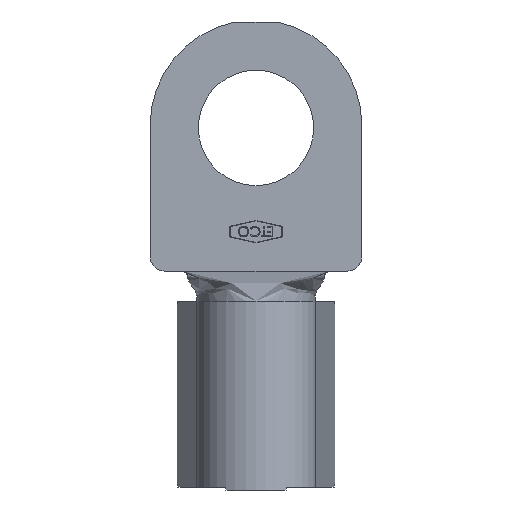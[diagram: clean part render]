
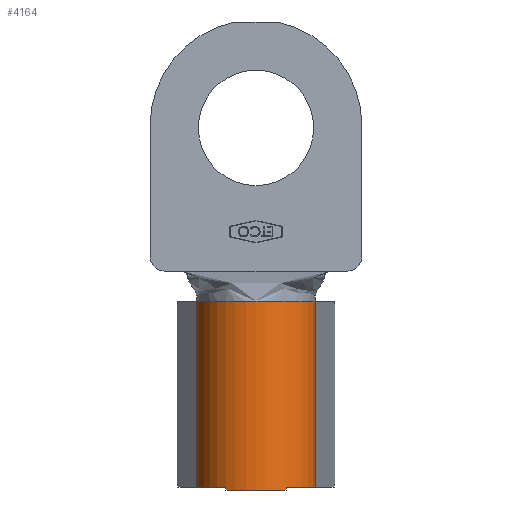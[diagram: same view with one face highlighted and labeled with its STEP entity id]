
A CAD part, front view. The second image highlights one B-rep face of the part: STEP entity #4164.
In plain terms, the highlighted cylindrical face has radius 5.334 mm (diameter 10.668 mm), a partial arc.
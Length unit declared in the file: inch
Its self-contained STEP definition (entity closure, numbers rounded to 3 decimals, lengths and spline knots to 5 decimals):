
#24 = CARTESIAN_POINT ( 'NONE',  ( -0.105, -0.18187, 0. ) ) ;
#97 = EDGE_CURVE ( 'NONE', #3230, #2732, #5940, .T. ) ;
#115 = CARTESIAN_POINT ( 'NONE',  ( -0.20686, -0.03617, 0.65 ) ) ;
#138 = CARTESIAN_POINT ( 'NONE',  ( -0.20686, -0.03617, 0. ) ) ;
#166 = ORIENTED_EDGE ( 'NONE', *, *, #542, .F. ) ;
#168 = ORIENTED_EDGE ( 'NONE', *, *, #326, .F. ) ;
#319 = CARTESIAN_POINT ( 'NONE',  ( -0.105, -0.18187, -0.01 ) ) ;
#326 = EDGE_CURVE ( 'NONE', #2267, #2672, #6025, .T. ) ;
#471 = DIRECTION ( 'NONE',  ( 0., 0., 1. ) ) ;
#535 = DIRECTION ( 'NONE',  ( 0., 0., 1. ) ) ;
#539 = CARTESIAN_POINT ( 'NONE',  ( 0.105, -0.18187, -0.01 ) ) ;
#542 = EDGE_CURVE ( 'NONE', #4976, #2267, #5772, .T. ) ;
#555 = CARTESIAN_POINT ( 'NONE',  ( 0.20686, -0.03617, 0. ) ) ;
#661 = ORIENTED_EDGE ( 'NONE', *, *, #97, .F. ) ;
#852 = AXIS2_PLACEMENT_3D ( 'NONE', #3798, #535, #4305 ) ;
#901 = EDGE_CURVE ( 'NONE', #3230, #6182, #2368, .T. ) ;
#946 = EDGE_LOOP ( 'NONE', ( #6784, #168, #166, #4623, #1568, #5963, #661, #2819 ) ) ;
#1005 = CARTESIAN_POINT ( 'NONE',  ( 0., 0., -0.01 ) ) ;
#1405 = AXIS2_PLACEMENT_3D ( 'NONE', #5487, #2467, #1849 ) ;
#1568 = ORIENTED_EDGE ( 'NONE', *, *, #5950, .T. ) ;
#1818 = CARTESIAN_POINT ( 'NONE',  ( 0.105, -0.18187, -0.01 ) ) ;
#1849 = DIRECTION ( 'NONE',  ( -1., 0., 0. ) ) ;
#1948 = DIRECTION ( 'NONE',  ( 0., 0., 1. ) ) ;
#2267 = VERTEX_POINT ( 'NONE', #4002 ) ;
#2368 = LINE ( 'NONE', #115, #3559 ) ;
#2383 = EDGE_CURVE ( 'NONE', #4976, #5265, #2435, .T. ) ;
#2435 = LINE ( 'NONE', #1818, #5121 ) ;
#2467 = DIRECTION ( 'NONE',  ( 0., 0., -1. ) ) ;
#2541 = CARTESIAN_POINT ( 'NONE',  ( -0.20686, -0.03617, 0.65 ) ) ;
#2672 = VERTEX_POINT ( 'NONE', #24 ) ;
#2716 = DIRECTION ( 'NONE',  ( 0., 0., 1. ) ) ;
#2732 = VERTEX_POINT ( 'NONE', #6171 ) ;
#2819 = ORIENTED_EDGE ( 'NONE', *, *, #901, .T. ) ;
#2944 = DIRECTION ( 'NONE',  ( 0., 0., -1. ) ) ;
#3230 = VERTEX_POINT ( 'NONE', #2541 ) ;
#3319 = AXIS2_PLACEMENT_3D ( 'NONE', #4325, #4423, #4479 ) ;
#3348 = VECTOR ( 'NONE', #471, 39.37008 ) ;
#3559 = VECTOR ( 'NONE', #5939, 39.37008 ) ;
#3571 = CARTESIAN_POINT ( 'NONE',  ( 0.105, -0.18187, 0. ) ) ;
#3662 = VECTOR ( 'NONE', #2944, 39.37008 ) ;
#3762 = AXIS2_PLACEMENT_3D ( 'NONE', #5720, #2716, #6246 ) ;
#3798 = CARTESIAN_POINT ( 'NONE',  ( 0., 0., 0. ) ) ;
#3856 = AXIS2_PLACEMENT_3D ( 'NONE', #1005, #4713, #4719 ) ;
#3906 = CYLINDRICAL_SURFACE ( 'NONE', #1405, 0.21 ) ;
#4002 = CARTESIAN_POINT ( 'NONE',  ( -0.105, -0.18187, -0.01 ) ) ;
#4164 = ADVANCED_FACE ( 'NONE', ( #5405 ), #3906, .T. ) ;
#4305 = DIRECTION ( 'NONE',  ( 1., 0., 0. ) ) ;
#4325 = CARTESIAN_POINT ( 'NONE',  ( 0., 0., 0.65 ) ) ;
#4423 = DIRECTION ( 'NONE',  ( 0., 0., 1. ) ) ;
#4479 = DIRECTION ( 'NONE',  ( 1., 0., 0. ) ) ;
#4623 = ORIENTED_EDGE ( 'NONE', *, *, #2383, .T. ) ;
#4713 = DIRECTION ( 'NONE',  ( 0., 0., -1. ) ) ;
#4719 = DIRECTION ( 'NONE',  ( -1., 0., 0. ) ) ;
#4976 = VERTEX_POINT ( 'NONE', #539 ) ;
#5116 = EDGE_CURVE ( 'NONE', #2732, #5572, #6354, .T. ) ;
#5121 = VECTOR ( 'NONE', #1948, 39.37008 ) ;
#5265 = VERTEX_POINT ( 'NONE', #3571 ) ;
#5405 = FACE_OUTER_BOUND ( 'NONE', #946, .T. ) ;
#5478 = EDGE_CURVE ( 'NONE', #6182, #2672, #6277, .T. ) ;
#5487 = CARTESIAN_POINT ( 'NONE',  ( 0., 0., 0.65 ) ) ;
#5572 = VERTEX_POINT ( 'NONE', #555 ) ;
#5720 = CARTESIAN_POINT ( 'NONE',  ( 0., 0., 0. ) ) ;
#5772 = CIRCLE ( 'NONE', #3856, 0.21 ) ;
#5939 = DIRECTION ( 'NONE',  ( 0., 0., -1. ) ) ;
#5940 = CIRCLE ( 'NONE', #3319, 0.21 ) ;
#5950 = EDGE_CURVE ( 'NONE', #5265, #5572, #6575, .T. ) ;
#5959 = CARTESIAN_POINT ( 'NONE',  ( 0.20686, -0.03617, 0.65 ) ) ;
#5963 = ORIENTED_EDGE ( 'NONE', *, *, #5116, .F. ) ;
#6025 = LINE ( 'NONE', #319, #3348 ) ;
#6171 = CARTESIAN_POINT ( 'NONE',  ( 0.20686, -0.03617, 0.65 ) ) ;
#6182 = VERTEX_POINT ( 'NONE', #138 ) ;
#6246 = DIRECTION ( 'NONE',  ( 1., 0., 0. ) ) ;
#6277 = CIRCLE ( 'NONE', #852, 0.21 ) ;
#6354 = LINE ( 'NONE', #5959, #3662 ) ;
#6575 = CIRCLE ( 'NONE', #3762, 0.21 ) ;
#6784 = ORIENTED_EDGE ( 'NONE', *, *, #5478, .T. ) ;
